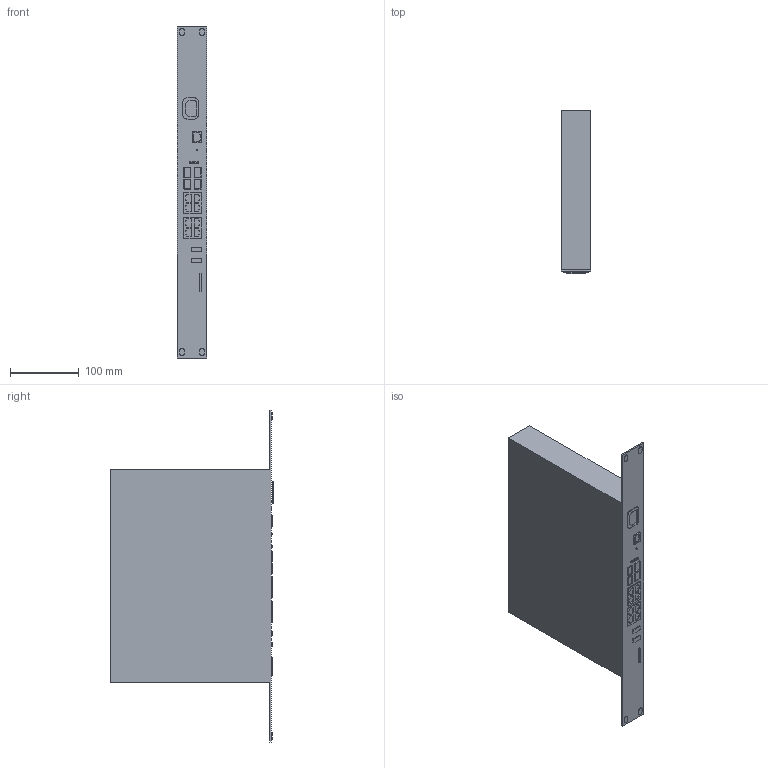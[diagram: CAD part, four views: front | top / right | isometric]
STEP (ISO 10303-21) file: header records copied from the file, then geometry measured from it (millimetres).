
FILE_DESCRIPTION (( 'STEP AP203' ), '1' );
FILE_NAME ('ESR-200.STEP', '2022-09-20T10:03:35', ( '' ), ( '' ), 'SwSTEP 2.0', 'SolidWorks 2021', '' );
FILE_SCHEMA (( 'CONFIG_CONTROL_DESIGN' ));
Length unit declared in the file: millimetre
Products named in the file (1): ESR-200
Bounding box: 43.6 x 237 x 482.6 mm (x, y, z)
Volume: 3184089.2 mm3; surface area: 212854.1 mm2
Topology: 12 solids, 12 shells, 293 faces, 762 edges, 508 vertices
Faces by surface type: plane 241, cylinder 52
Entity records: 8967 total; most frequent: CARTESIAN_POINT 1564, ORIENTED_EDGE 1524, DIRECTION 1454, EDGE_CURVE 762, LINE 658, VECTOR 658, VERTEX_POINT 508, AXIS2_PLACEMENT_3D 398
